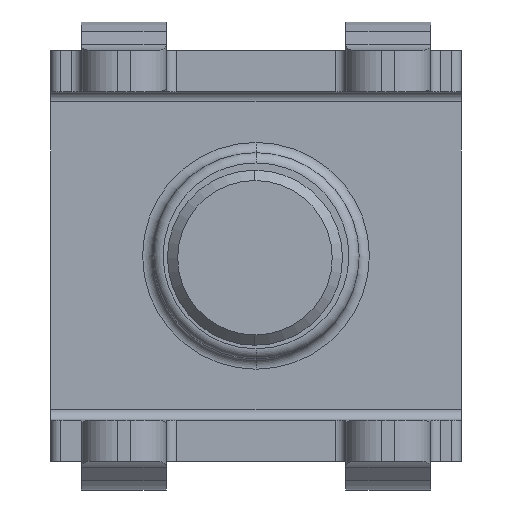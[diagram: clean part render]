
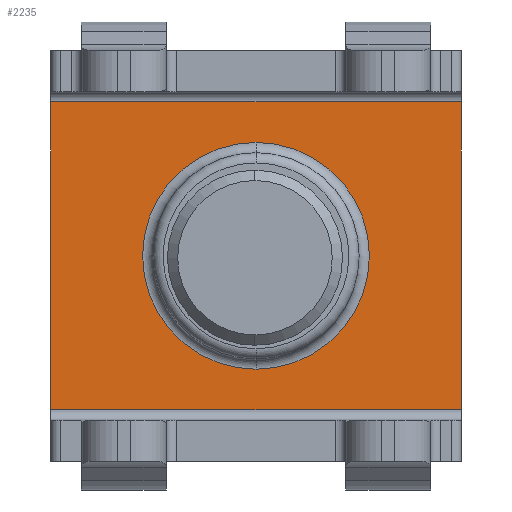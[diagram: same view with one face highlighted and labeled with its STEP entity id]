
A CAD part, front view. The second image highlights one B-rep face of the part: STEP entity #2235.
In plain terms, the highlighted planar face has unit normal (0, -1, 0).
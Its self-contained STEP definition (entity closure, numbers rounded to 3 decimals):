
#57 = EDGE_CURVE ( 'NONE', #229, #1104, #2074, .T. ) ;
#122 = CARTESIAN_POINT ( 'NONE',  ( -4., 5.85, -3. ) ) ;
#149 = LINE ( 'NONE', #904, #4975 ) ;
#182 = AXIS2_PLACEMENT_3D ( 'NONE', #4730, #3217, #3529 ) ;
#229 = VERTEX_POINT ( 'NONE', #3061 ) ;
#263 = VECTOR ( 'NONE', #1016, 1000. ) ;
#428 = FACE_BOUND ( 'NONE', #4043, .T. ) ;
#449 = VERTEX_POINT ( 'NONE', #1209 ) ;
#481 = PLANE ( 'NONE',  #3983 ) ;
#765 = CIRCLE ( 'NONE', #182, 2.21 ) ;
#770 = LINE ( 'NONE', #122, #4015 ) ;
#900 = ORIENTED_EDGE ( 'NONE', *, *, #1317, .T. ) ;
#904 = CARTESIAN_POINT ( 'NONE',  ( -4., 5.85, 3. ) ) ;
#1016 = DIRECTION ( 'NONE',  ( 0., 0., -1. ) ) ;
#1104 = VERTEX_POINT ( 'NONE', #2533 ) ;
#1113 = VERTEX_POINT ( 'NONE', #2205 ) ;
#1128 = EDGE_CURVE ( 'NONE', #449, #2192, #5037, .T. ) ;
#1209 = CARTESIAN_POINT ( 'NONE',  ( 4., 5.85, 3. ) ) ;
#1243 = VECTOR ( 'NONE', #4072, 1000. ) ;
#1317 = EDGE_CURVE ( 'NONE', #3721, #1113, #765, .T. ) ;
#1548 = EDGE_CURVE ( 'NONE', #1113, #3721, #2833, .T. ) ;
#1711 = DIRECTION ( 'NONE',  ( 0., 1., 0. ) ) ;
#2038 = CARTESIAN_POINT ( 'NONE',  ( 4., 5.85, -3. ) ) ;
#2074 = LINE ( 'NONE', #2489, #1243 ) ;
#2105 = CARTESIAN_POINT ( 'NONE',  ( 0., 5.85, 0. ) ) ;
#2192 = VERTEX_POINT ( 'NONE', #2038 ) ;
#2205 = CARTESIAN_POINT ( 'NONE',  ( 0., 5.85, 2.21 ) ) ;
#2235 = ADVANCED_FACE ( 'NONE', ( #428, #3157 ), #481, .T. ) ;
#2353 = DIRECTION ( 'NONE',  ( 0., 0., -1. ) ) ;
#2489 = CARTESIAN_POINT ( 'NONE',  ( -4., 5.85, 3. ) ) ;
#2533 = CARTESIAN_POINT ( 'NONE',  ( -4., 5.85, -3. ) ) ;
#2833 = CIRCLE ( 'NONE', #4809, 2.21 ) ;
#2932 = ORIENTED_EDGE ( 'NONE', *, *, #1128, .F. ) ;
#2948 = DIRECTION ( 'NONE',  ( 1., 0., 0. ) ) ;
#3061 = CARTESIAN_POINT ( 'NONE',  ( -4., 5.85, 3. ) ) ;
#3157 = FACE_OUTER_BOUND ( 'NONE', #3536, .T. ) ;
#3217 = DIRECTION ( 'NONE',  ( 0., 1., 0. ) ) ;
#3301 = ORIENTED_EDGE ( 'NONE', *, *, #57, .T. ) ;
#3383 = EDGE_CURVE ( 'NONE', #229, #449, #149, .T. ) ;
#3529 = DIRECTION ( 'NONE',  ( 0., 0., -1. ) ) ;
#3536 = EDGE_LOOP ( 'NONE', ( #4597, #2932, #4097, #3301 ) ) ;
#3645 = DIRECTION ( 'NONE',  ( 0., -1., 0. ) ) ;
#3721 = VERTEX_POINT ( 'NONE', #4415 ) ;
#3983 = AXIS2_PLACEMENT_3D ( 'NONE', #4316, #3645, #2353 ) ;
#4015 = VECTOR ( 'NONE', #4084, 1000. ) ;
#4043 = EDGE_LOOP ( 'NONE', ( #900, #4788 ) ) ;
#4072 = DIRECTION ( 'NONE',  ( 0., 0., -1. ) ) ;
#4084 = DIRECTION ( 'NONE',  ( 1., 0., 0. ) ) ;
#4097 = ORIENTED_EDGE ( 'NONE', *, *, #3383, .F. ) ;
#4316 = CARTESIAN_POINT ( 'NONE',  ( -4., 5.85, 3. ) ) ;
#4394 = EDGE_CURVE ( 'NONE', #1104, #2192, #770, .T. ) ;
#4411 = DIRECTION ( 'NONE',  ( 0., 0., -1. ) ) ;
#4415 = CARTESIAN_POINT ( 'NONE',  ( 0., 5.85, -2.21 ) ) ;
#4597 = ORIENTED_EDGE ( 'NONE', *, *, #4394, .T. ) ;
#4730 = CARTESIAN_POINT ( 'NONE',  ( 0., 5.85, 0. ) ) ;
#4788 = ORIENTED_EDGE ( 'NONE', *, *, #1548, .T. ) ;
#4809 = AXIS2_PLACEMENT_3D ( 'NONE', #2105, #1711, #4411 ) ;
#4932 = CARTESIAN_POINT ( 'NONE',  ( 4., 5.85, 3. ) ) ;
#4975 = VECTOR ( 'NONE', #2948, 1000. ) ;
#5037 = LINE ( 'NONE', #4932, #263 ) ;
